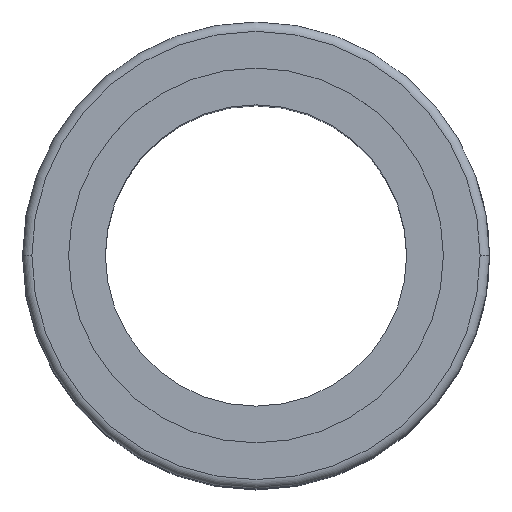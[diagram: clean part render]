
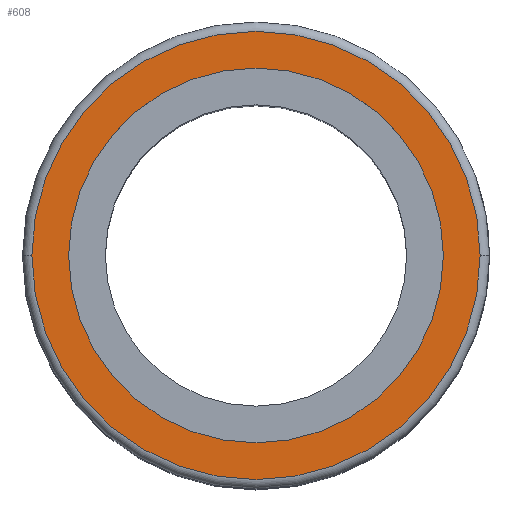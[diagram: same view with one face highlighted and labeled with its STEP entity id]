
A CAD part, top view. The second image highlights one B-rep face of the part: STEP entity #608.
In plain terms, the highlighted planar face has unit normal (0, 0, 1).
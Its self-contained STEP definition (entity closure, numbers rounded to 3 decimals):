
#70 = ORIENTED_EDGE ( 'NONE', *, *, #1412, .F. ) ;
#143 = ORIENTED_EDGE ( 'NONE', *, *, #1421, .T. ) ;
#144 = ORIENTED_EDGE ( 'NONE', *, *, #1339, .F. ) ;
#145 = ORIENTED_EDGE ( 'NONE', *, *, #1328, .T. ) ;
#205 = EDGE_LOOP ( 'NONE', ( #70, #144 ) ) ;
#210 = EDGE_LOOP ( 'NONE', ( #143, #145 ) ) ;
#233 = VERTEX_POINT ( 'NONE', #311 ) ;
#234 = VERTEX_POINT ( 'NONE', #312 ) ;
#301 = VERTEX_POINT ( 'NONE', #379 ) ;
#302 = VERTEX_POINT ( 'NONE', #380 ) ;
#311 = CARTESIAN_POINT ( 'NONE',  ( -29.759, 0., 40. ) ) ;
#312 = CARTESIAN_POINT ( 'NONE',  ( 29.759, 0., 40. ) ) ;
#379 = CARTESIAN_POINT ( 'NONE',  ( 24.879, 0., 40. ) ) ;
#380 = CARTESIAN_POINT ( 'NONE',  ( -24.879, 0., 40. ) ) ;
#425 = CARTESIAN_POINT ( 'NONE',  ( 0., 24.879, 40. ) ) ;
#426 = PLANE ( 'NONE',  #588 ) ;
#427 = DIRECTION ( 'NONE',  ( 0., 0., -1. ) ) ;
#428 = DIRECTION ( 'NONE',  ( -1., 0., 0. ) ) ;
#588 = AXIS2_PLACEMENT_3D ( 'NONE', #425, #427, #428 ) ;
#608 = ADVANCED_FACE ( 'NONE', ( #994, #997 ), #426, .F. ) ;
#662 = CIRCLE ( 'NONE', #822, 24.879 ) ;
#675 = CIRCLE ( 'NONE', #826, 29.759 ) ;
#780 = AXIS2_PLACEMENT_3D ( 'NONE', #1584, #1585, #1586 ) ;
#787 = AXIS2_PLACEMENT_3D ( 'NONE', #1606, #1613, #1614 ) ;
#822 = AXIS2_PLACEMENT_3D ( 'NONE', #1786, #1793, #1794 ) ;
#826 = AXIS2_PLACEMENT_3D ( 'NONE', #1803, #1815, #1816 ) ;
#994 = FACE_BOUND ( 'NONE', #205, .T. ) ;
#997 = FACE_OUTER_BOUND ( 'NONE', #210, .T. ) ;
#1188 = CIRCLE ( 'NONE', #780, 29.759 ) ;
#1201 = CIRCLE ( 'NONE', #787, 24.879 ) ;
#1328 = EDGE_CURVE ( 'NONE', #233, #234, #1188, .T. ) ;
#1339 = EDGE_CURVE ( 'NONE', #302, #301, #1201, .T. ) ;
#1412 = EDGE_CURVE ( 'NONE', #301, #302, #662, .T. ) ;
#1421 = EDGE_CURVE ( 'NONE', #234, #233, #675, .T. ) ;
#1584 = CARTESIAN_POINT ( 'NONE',  ( 0., 0., 40. ) ) ;
#1585 = DIRECTION ( 'NONE',  ( 0., 0., 1. ) ) ;
#1586 = DIRECTION ( 'NONE',  ( 1., 0., 0. ) ) ;
#1606 = CARTESIAN_POINT ( 'NONE',  ( 0., 0., 40. ) ) ;
#1613 = DIRECTION ( 'NONE',  ( 0., 0., 1. ) ) ;
#1614 = DIRECTION ( 'NONE',  ( 1., 0., 0. ) ) ;
#1786 = CARTESIAN_POINT ( 'NONE',  ( 0., 0., 40. ) ) ;
#1793 = DIRECTION ( 'NONE',  ( 0., 0., 1. ) ) ;
#1794 = DIRECTION ( 'NONE',  ( 1., 0., 0. ) ) ;
#1803 = CARTESIAN_POINT ( 'NONE',  ( 0., 0., 40. ) ) ;
#1815 = DIRECTION ( 'NONE',  ( 0., 0., 1. ) ) ;
#1816 = DIRECTION ( 'NONE',  ( 1., 0., 0. ) ) ;
